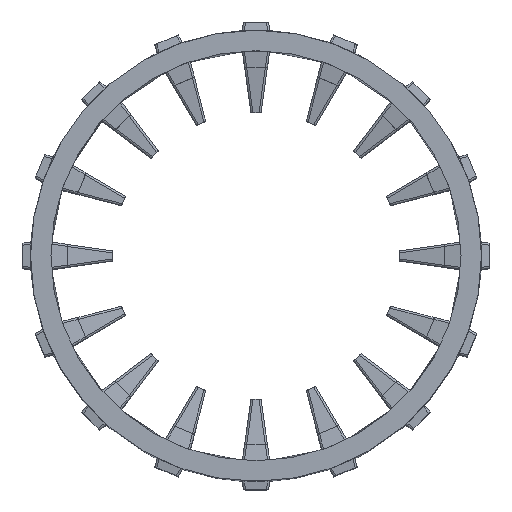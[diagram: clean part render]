
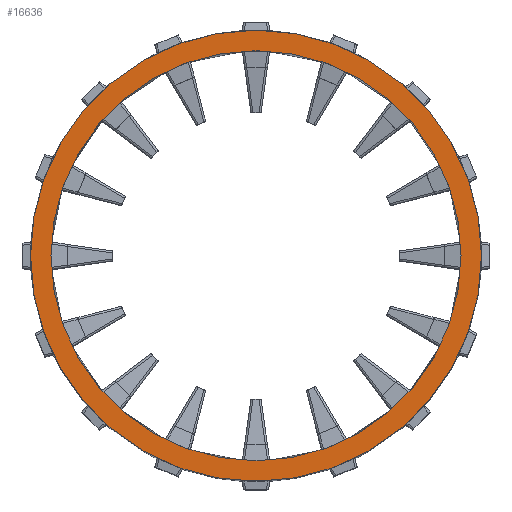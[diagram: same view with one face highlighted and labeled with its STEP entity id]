
A CAD part, top view. The second image highlights one B-rep face of the part: STEP entity #16636.
In plain terms, the highlighted planar face has unit normal (0, 0, 1).
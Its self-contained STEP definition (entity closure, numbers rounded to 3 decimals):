
#150 = CARTESIAN_POINT ( 'NONE',  ( 0., 0., 40. ) ) ;
#843 = DIRECTION ( 'NONE',  ( 0., 0., 1. ) ) ;
#879 = CARTESIAN_POINT ( 'NONE',  ( 50., 0., 40. ) ) ;
#1045 = ORIENTED_EDGE ( 'NONE', *, *, #4791, .F. ) ;
#1694 = DIRECTION ( 'NONE',  ( 0., 0., 1. ) ) ;
#1754 = CIRCLE ( 'NONE', #12574, 55. ) ;
#2824 = AXIS2_PLACEMENT_3D ( 'NONE', #150, #1694, #7879 ) ;
#3239 = DIRECTION ( 'NONE',  ( 0., 0., 1. ) ) ;
#3627 = CARTESIAN_POINT ( 'NONE',  ( 0., 0., 40. ) ) ;
#4051 = CARTESIAN_POINT ( 'NONE',  ( 0., 0., 40. ) ) ;
#4082 = CARTESIAN_POINT ( 'NONE',  ( -50., 0., 40. ) ) ;
#4197 = VERTEX_POINT ( 'NONE', #9760 ) ;
#4583 = FACE_BOUND ( 'NONE', #8636, .T. ) ;
#4791 = EDGE_CURVE ( 'NONE', #18472, #7461, #11001, .T. ) ;
#4804 = AXIS2_PLACEMENT_3D ( 'NONE', #4968, #10781, #18319 ) ;
#4968 = CARTESIAN_POINT ( 'NONE',  ( 0., 0., 40. ) ) ;
#5051 = EDGE_LOOP ( 'NONE', ( #12406, #13290 ) ) ;
#5938 = EDGE_CURVE ( 'NONE', #7461, #18472, #13484, .T. ) ;
#6459 = EDGE_CURVE ( 'NONE', #4197, #18061, #1754, .T. ) ;
#7461 = VERTEX_POINT ( 'NONE', #4082 ) ;
#7879 = DIRECTION ( 'NONE',  ( 1., 0., 0. ) ) ;
#8006 = CARTESIAN_POINT ( 'NONE',  ( 0., 0., 40. ) ) ;
#8202 = DIRECTION ( 'NONE',  ( 1., 0., 0. ) ) ;
#8319 = AXIS2_PLACEMENT_3D ( 'NONE', #8006, #843, #8202 ) ;
#8636 = EDGE_LOOP ( 'NONE', ( #18487, #1045 ) ) ;
#9422 = PLANE ( 'NONE',  #2824 ) ;
#9760 = CARTESIAN_POINT ( 'NONE',  ( 55., 0., 40. ) ) ;
#10781 = DIRECTION ( 'NONE',  ( 0., 0., 1. ) ) ;
#10788 = FACE_OUTER_BOUND ( 'NONE', #5051, .T. ) ;
#10874 = EDGE_CURVE ( 'NONE', #18061, #4197, #18209, .T. ) ;
#11001 = CIRCLE ( 'NONE', #4804, 50. ) ;
#12406 = ORIENTED_EDGE ( 'NONE', *, *, #10874, .T. ) ;
#12574 = AXIS2_PLACEMENT_3D ( 'NONE', #4051, #16060, #14415 ) ;
#13290 = ORIENTED_EDGE ( 'NONE', *, *, #6459, .T. ) ;
#13484 = CIRCLE ( 'NONE', #15332, 50. ) ;
#14415 = DIRECTION ( 'NONE',  ( 1., 0., 0. ) ) ;
#15332 = AXIS2_PLACEMENT_3D ( 'NONE', #3627, #3239, #16698 ) ;
#16060 = DIRECTION ( 'NONE',  ( 0., 0., 1. ) ) ;
#16372 = CARTESIAN_POINT ( 'NONE',  ( -55., 0., 40. ) ) ;
#16636 = ADVANCED_FACE ( 'NONE', ( #10788, #4583 ), #9422, .T. ) ;
#16698 = DIRECTION ( 'NONE',  ( 1., 0., 0. ) ) ;
#18061 = VERTEX_POINT ( 'NONE', #16372 ) ;
#18209 = CIRCLE ( 'NONE', #8319, 55. ) ;
#18319 = DIRECTION ( 'NONE',  ( 1., 0., 0. ) ) ;
#18472 = VERTEX_POINT ( 'NONE', #879 ) ;
#18487 = ORIENTED_EDGE ( 'NONE', *, *, #5938, .F. ) ;
